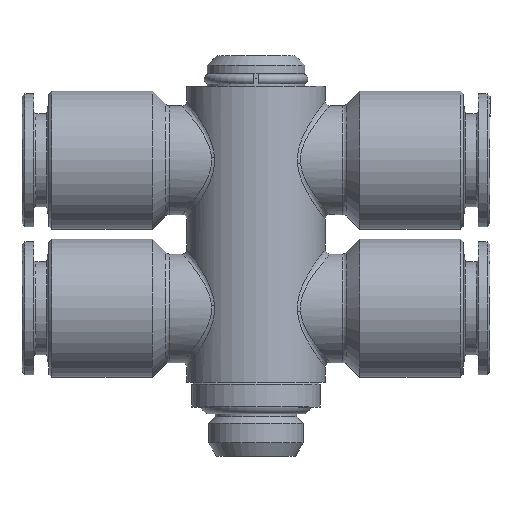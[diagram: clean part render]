
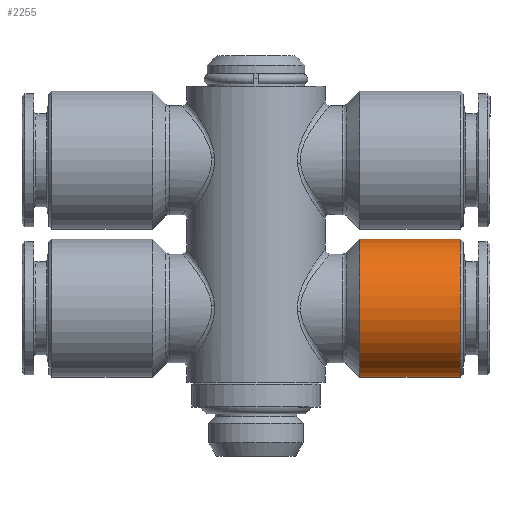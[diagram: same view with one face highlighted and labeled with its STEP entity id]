
A CAD part, top view. The second image highlights one B-rep face of the part: STEP entity #2255.
In plain terms, the highlighted cylindrical face has radius 7 mm (diameter 14 mm), a full revolution.
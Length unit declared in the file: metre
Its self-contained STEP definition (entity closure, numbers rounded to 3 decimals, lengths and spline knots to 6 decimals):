
#170=CYLINDRICAL_SURFACE('',#2422,0.007);
#257=ORIENTED_EDGE('',*,*,#540,.T.);
#258=ORIENTED_EDGE('',*,*,#568,.T.);
#540=EDGE_CURVE('',#707,#707,#846,.T.);
#568=EDGE_CURVE('',#735,#735,#869,.T.);
#707=VERTEX_POINT('',#3178);
#735=VERTEX_POINT('',#3316);
#846=CIRCLE('',#2366,0.007);
#869=CIRCLE('',#2405,0.007);
#996=EDGE_LOOP('',(#257));
#997=EDGE_LOOP('',(#258));
#1210=FACE_BOUND('',#996,.T.);
#1211=FACE_BOUND('',#997,.T.);
#2255=ADVANCED_FACE('',(#1210,#1211),#170,.T.);
#2366=AXIS2_PLACEMENT_3D('',#3177,#2595,#2596);
#2405=AXIS2_PLACEMENT_3D('',#3315,#2673,#2674);
#2422=AXIS2_PLACEMENT_3D('',#3348,#2709,#2710);
#2595=DIRECTION('',(-1.,0.,0.));
#2596=DIRECTION('',(0.,0.,1.));
#2673=DIRECTION('',(1.,0.,0.));
#2674=DIRECTION('',(0.,0.,-1.));
#2709=DIRECTION('',(-1.,0.,0.));
#2710=DIRECTION('',(0.,0.,1.));
#3177=CARTESIAN_POINT('',(0.0207,0.015,0.));
#3178=CARTESIAN_POINT('',(0.0207,0.015,0.007));
#3315=CARTESIAN_POINT('',(0.0105,0.015,0.));
#3316=CARTESIAN_POINT('',(0.0105,0.015,-0.007));
#3348=CARTESIAN_POINT('',(0.,0.015,0.));
